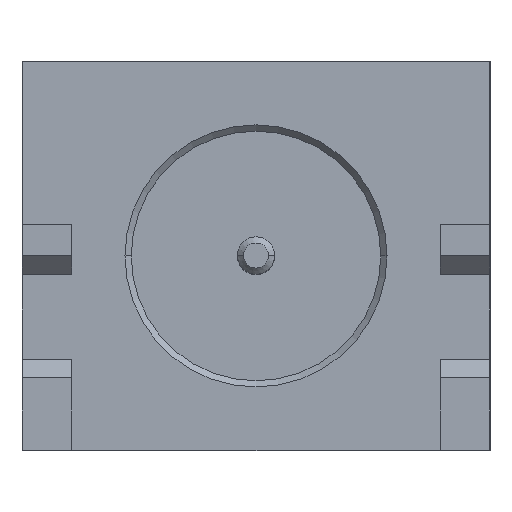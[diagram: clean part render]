
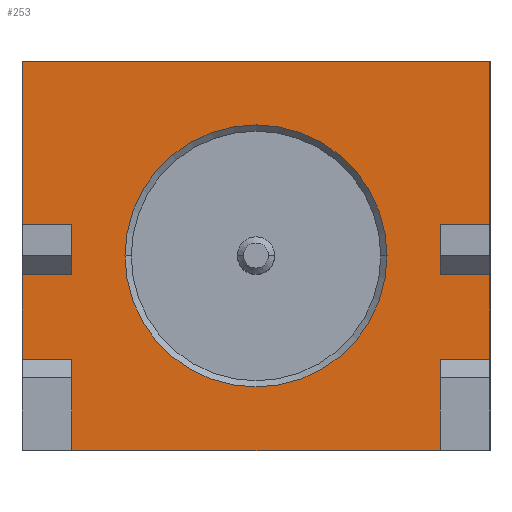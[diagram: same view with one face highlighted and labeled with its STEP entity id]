
A CAD part, top view. The second image highlights one B-rep face of the part: STEP entity #253.
In plain terms, the highlighted planar face has unit normal (0, 0, 1).
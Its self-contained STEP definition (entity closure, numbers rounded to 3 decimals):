
#2 = DIRECTION ( 'NONE',  ( 0., -1., 0. ) ) ;
#25 = EDGE_CURVE ( 'NONE', #2249, #2862, #2468, .T. ) ;
#33 = CARTESIAN_POINT ( 'NONE',  ( 4.762, 7.925, 0.825 ) ) ;
#43 = CARTESIAN_POINT ( 'NONE',  ( -4.763, 1.854, 0.825 ) ) ;
#44 = EDGE_CURVE ( 'NONE', #1597, #1846, #197, .T. ) ;
#50 = CARTESIAN_POINT ( 'NONE',  ( 3.746, 0., 0.825 ) ) ;
#75 = ORIENTED_EDGE ( 'NONE', *, *, #209, .F. ) ;
#100 = ORIENTED_EDGE ( 'NONE', *, *, #25, .T. ) ;
#115 = CARTESIAN_POINT ( 'NONE',  ( 4.762, 7.925, 0.825 ) ) ;
#116 = VERTEX_POINT ( 'NONE', #2008 ) ;
#140 = VERTEX_POINT ( 'NONE', #311 ) ;
#165 = CARTESIAN_POINT ( 'NONE',  ( -3.747, 4.597, 0.826 ) ) ;
#197 = LINE ( 'NONE', #3157, #2223 ) ;
#202 = VECTOR ( 'NONE', #2, 1000. ) ;
#209 = EDGE_CURVE ( 'NONE', #1696, #1742, #2744, .T. ) ;
#211 = ORIENTED_EDGE ( 'NONE', *, *, #2946, .F. ) ;
#233 = VECTOR ( 'NONE', #568, 1000. ) ;
#236 = VERTEX_POINT ( 'NONE', #2025 ) ;
#253 = ADVANCED_FACE ( 'NONE', ( #2041, #1997 ), #3022, .F. ) ;
#274 = CARTESIAN_POINT ( 'NONE',  ( 4.762, 3.581, 0.825 ) ) ;
#311 = CARTESIAN_POINT ( 'NONE',  ( -4.763, 1.854, 0.826 ) ) ;
#333 = EDGE_CURVE ( 'NONE', #1696, #759, #1116, .T. ) ;
#348 = VECTOR ( 'NONE', #2358, 1000. ) ;
#364 = CARTESIAN_POINT ( 'NONE',  ( 4.762, 0., 0.825 ) ) ;
#440 = EDGE_CURVE ( 'NONE', #116, #1179, #3054, .T. ) ;
#507 = ORIENTED_EDGE ( 'NONE', *, *, #44, .F. ) ;
#517 = DIRECTION ( 'NONE',  ( -1., 0., 0. ) ) ;
#533 = AXIS2_PLACEMENT_3D ( 'NONE', #1488, #826, #2972 ) ;
#568 = DIRECTION ( 'NONE',  ( 0., 1., 0. ) ) ;
#573 = DIRECTION ( 'NONE',  ( 0., -1., 0. ) ) ;
#640 = ORIENTED_EDGE ( 'NONE', *, *, #1143, .T. ) ;
#644 = CARTESIAN_POINT ( 'NONE',  ( -3.747, 4.597, 0.825 ) ) ;
#654 = VECTOR ( 'NONE', #2883, 1000. ) ;
#666 = ORIENTED_EDGE ( 'NONE', *, *, #333, .T. ) ;
#719 = DIRECTION ( 'NONE',  ( 0., 0., -1. ) ) ;
#746 = CARTESIAN_POINT ( 'NONE',  ( 0., 3.962, 0.825 ) ) ;
#759 = VERTEX_POINT ( 'NONE', #50 ) ;
#810 = CARTESIAN_POINT ( 'NONE',  ( -3.747, 0., 0.825 ) ) ;
#826 = DIRECTION ( 'NONE',  ( 0., 0., -1. ) ) ;
#827 = CARTESIAN_POINT ( 'NONE',  ( -4.763, 4.597, 0.825 ) ) ;
#835 = DIRECTION ( 'NONE',  ( 0., 1., 0. ) ) ;
#863 = CARTESIAN_POINT ( 'NONE',  ( -3.747, 0., 0.826 ) ) ;
#886 = VERTEX_POINT ( 'NONE', #165 ) ;
#909 = VECTOR ( 'NONE', #835, 1000. ) ;
#935 = CARTESIAN_POINT ( 'NONE',  ( 4.762, 7.925, 0.825 ) ) ;
#973 = ORIENTED_EDGE ( 'NONE', *, *, #2146, .F. ) ;
#974 = EDGE_CURVE ( 'NONE', #2052, #1183, #2367, .T. ) ;
#1069 = LINE ( 'NONE', #2350, #1210 ) ;
#1083 = CARTESIAN_POINT ( 'NONE',  ( 3.746, 3.581, 0.825 ) ) ;
#1116 = LINE ( 'NONE', #364, #1157 ) ;
#1139 = CARTESIAN_POINT ( 'NONE',  ( 3.746, 4.597, 0.825 ) ) ;
#1143 = EDGE_CURVE ( 'NONE', #2862, #2249, #1513, .T. ) ;
#1157 = VECTOR ( 'NONE', #2776, 1000. ) ;
#1170 = CARTESIAN_POINT ( 'NONE',  ( -4.763, 7.925, 0.826 ) ) ;
#1179 = VERTEX_POINT ( 'NONE', #3140 ) ;
#1183 = VERTEX_POINT ( 'NONE', #2197 ) ;
#1197 = DIRECTION ( 'NONE',  ( -1., 0., 0. ) ) ;
#1210 = VECTOR ( 'NONE', #2060, 1000. ) ;
#1217 = DIRECTION ( 'NONE',  ( 0., -1., 0. ) ) ;
#1247 = VECTOR ( 'NONE', #1842, 1000. ) ;
#1295 = ORIENTED_EDGE ( 'NONE', *, *, #3147, .F. ) ;
#1345 = CARTESIAN_POINT ( 'NONE',  ( 4.762, 1.854, 0.825 ) ) ;
#1388 = CARTESIAN_POINT ( 'NONE',  ( -3.747, 1.854, 0.825 ) ) ;
#1488 = CARTESIAN_POINT ( 'NONE',  ( 4.762, 7.925, 0.825 ) ) ;
#1493 = LINE ( 'NONE', #2751, #2696 ) ;
#1513 = CIRCLE ( 'NONE', #1829, 2.667 ) ;
#1537 = CARTESIAN_POINT ( 'NONE',  ( 4.762, 4.597, 0.825 ) ) ;
#1597 = VERTEX_POINT ( 'NONE', #1537 ) ;
#1623 = CARTESIAN_POINT ( 'NONE',  ( -2.667, 3.962, 0.826 ) ) ;
#1645 = LINE ( 'NONE', #2786, #3167 ) ;
#1667 = VERTEX_POINT ( 'NONE', #1083 ) ;
#1670 = DIRECTION ( 'NONE',  ( -1., 0., 0. ) ) ;
#1677 = EDGE_CURVE ( 'NONE', #1846, #1667, #1069, .T. ) ;
#1696 = VERTEX_POINT ( 'NONE', #863 ) ;
#1716 = AXIS2_PLACEMENT_3D ( 'NONE', #746, #2657, #1670 ) ;
#1742 = VERTEX_POINT ( 'NONE', #1388 ) ;
#1781 = VECTOR ( 'NONE', #2610, 1000. ) ;
#1791 = LINE ( 'NONE', #827, #348 ) ;
#1829 = AXIS2_PLACEMENT_3D ( 'NONE', #2915, #719, #1923 ) ;
#1842 = DIRECTION ( 'NONE',  ( 1., 0., 0. ) ) ;
#1843 = ORIENTED_EDGE ( 'NONE', *, *, #440, .F. ) ;
#1846 = VERTEX_POINT ( 'NONE', #1139 ) ;
#1853 = EDGE_CURVE ( 'NONE', #1179, #886, #2102, .T. ) ;
#1873 = CARTESIAN_POINT ( 'NONE',  ( -4.763, 3.581, 0.825 ) ) ;
#1923 = DIRECTION ( 'NONE',  ( -1., 0., 0. ) ) ;
#1984 = DIRECTION ( 'NONE',  ( -1., 0., 0. ) ) ;
#1997 = FACE_OUTER_BOUND ( 'NONE', #2511, .T. ) ;
#2001 = VERTEX_POINT ( 'NONE', #274 ) ;
#2005 = ORIENTED_EDGE ( 'NONE', *, *, #1853, .F. ) ;
#2008 = CARTESIAN_POINT ( 'NONE',  ( -4.763, 3.581, 0.825 ) ) ;
#2025 = CARTESIAN_POINT ( 'NONE',  ( -4.763, 4.597, 0.826 ) ) ;
#2041 = FACE_BOUND ( 'NONE', #2694, .T. ) ;
#2052 = VERTEX_POINT ( 'NONE', #2474 ) ;
#2060 = DIRECTION ( 'NONE',  ( 0., -1., 0. ) ) ;
#2086 = VECTOR ( 'NONE', #517, 1000. ) ;
#2102 = LINE ( 'NONE', #644, #909 ) ;
#2105 = EDGE_CURVE ( 'NONE', #2052, #236, #1493, .T. ) ;
#2146 = EDGE_CURVE ( 'NONE', #1183, #1597, #2230, .T. ) ;
#2182 = DIRECTION ( 'NONE',  ( 1., 0., 0. ) ) ;
#2197 = CARTESIAN_POINT ( 'NONE',  ( 4.762, 7.925, 0.825 ) ) ;
#2213 = LINE ( 'NONE', #2715, #202 ) ;
#2217 = LINE ( 'NONE', #2709, #2086 ) ;
#2223 = VECTOR ( 'NONE', #1197, 1000. ) ;
#2230 = LINE ( 'NONE', #33, #2483 ) ;
#2249 = VERTEX_POINT ( 'NONE', #1623 ) ;
#2256 = EDGE_CURVE ( 'NONE', #116, #140, #2638, .T. ) ;
#2348 = ORIENTED_EDGE ( 'NONE', *, *, #3143, .F. ) ;
#2350 = CARTESIAN_POINT ( 'NONE',  ( 3.746, 4.597, 0.825 ) ) ;
#2358 = DIRECTION ( 'NONE',  ( -1., 0., 0. ) ) ;
#2366 = ORIENTED_EDGE ( 'NONE', *, *, #2548, .F. ) ;
#2367 = LINE ( 'NONE', #935, #2691 ) ;
#2462 = EDGE_CURVE ( 'NONE', #1742, #140, #2673, .T. ) ;
#2468 = CIRCLE ( 'NONE', #1716, 2.667 ) ;
#2474 = CARTESIAN_POINT ( 'NONE',  ( -4.763, 7.925, 0.826 ) ) ;
#2483 = VECTOR ( 'NONE', #573, 1000. ) ;
#2511 = EDGE_LOOP ( 'NONE', ( #507, #973, #2723, #2824, #3150, #2005, #1843, #2890, #2790, #75, #666, #2366, #211, #1295, #2348, #2750 ) ) ;
#2548 = EDGE_CURVE ( 'NONE', #3055, #759, #2213, .T. ) ;
#2558 = LINE ( 'NONE', #115, #1781 ) ;
#2610 = DIRECTION ( 'NONE',  ( 0., -1., 0. ) ) ;
#2638 = LINE ( 'NONE', #1170, #654 ) ;
#2657 = DIRECTION ( 'NONE',  ( 0., 0., -1. ) ) ;
#2673 = LINE ( 'NONE', #43, #2955 ) ;
#2686 = EDGE_CURVE ( 'NONE', #886, #236, #1791, .T. ) ;
#2691 = VECTOR ( 'NONE', #2182, 1000. ) ;
#2694 = EDGE_LOOP ( 'NONE', ( #640, #100 ) ) ;
#2696 = VECTOR ( 'NONE', #1217, 1000. ) ;
#2709 = CARTESIAN_POINT ( 'NONE',  ( 4.762, 1.854, 0.825 ) ) ;
#2715 = CARTESIAN_POINT ( 'NONE',  ( 3.746, 0., 0.825 ) ) ;
#2723 = ORIENTED_EDGE ( 'NONE', *, *, #974, .F. ) ;
#2744 = LINE ( 'NONE', #810, #233 ) ;
#2750 = ORIENTED_EDGE ( 'NONE', *, *, #1677, .F. ) ;
#2751 = CARTESIAN_POINT ( 'NONE',  ( -4.763, 7.925, 0.826 ) ) ;
#2754 = CARTESIAN_POINT ( 'NONE',  ( 2.667, 3.962, 0.825 ) ) ;
#2776 = DIRECTION ( 'NONE',  ( 1., 0., 0. ) ) ;
#2786 = CARTESIAN_POINT ( 'NONE',  ( 4.762, 3.581, 0.825 ) ) ;
#2790 = ORIENTED_EDGE ( 'NONE', *, *, #2462, .F. ) ;
#2807 = CARTESIAN_POINT ( 'NONE',  ( 3.746, 1.854, 0.825 ) ) ;
#2821 = DIRECTION ( 'NONE',  ( 1., 0., 0. ) ) ;
#2824 = ORIENTED_EDGE ( 'NONE', *, *, #2105, .T. ) ;
#2862 = VERTEX_POINT ( 'NONE', #2754 ) ;
#2883 = DIRECTION ( 'NONE',  ( 0., -1., 0. ) ) ;
#2890 = ORIENTED_EDGE ( 'NONE', *, *, #2256, .T. ) ;
#2915 = CARTESIAN_POINT ( 'NONE',  ( 0., 3.962, 0.825 ) ) ;
#2946 = EDGE_CURVE ( 'NONE', #3060, #3055, #2217, .T. ) ;
#2955 = VECTOR ( 'NONE', #1984, 1000. ) ;
#2972 = DIRECTION ( 'NONE',  ( -1., 0., 0. ) ) ;
#3022 = PLANE ( 'NONE',  #533 ) ;
#3054 = LINE ( 'NONE', #1873, #1247 ) ;
#3055 = VERTEX_POINT ( 'NONE', #2807 ) ;
#3060 = VERTEX_POINT ( 'NONE', #1345 ) ;
#3140 = CARTESIAN_POINT ( 'NONE',  ( -3.747, 3.581, 0.826 ) ) ;
#3143 = EDGE_CURVE ( 'NONE', #1667, #2001, #1645, .T. ) ;
#3147 = EDGE_CURVE ( 'NONE', #2001, #3060, #2558, .T. ) ;
#3150 = ORIENTED_EDGE ( 'NONE', *, *, #2686, .F. ) ;
#3157 = CARTESIAN_POINT ( 'NONE',  ( 4.762, 4.597, 0.825 ) ) ;
#3167 = VECTOR ( 'NONE', #2821, 1000. ) ;
